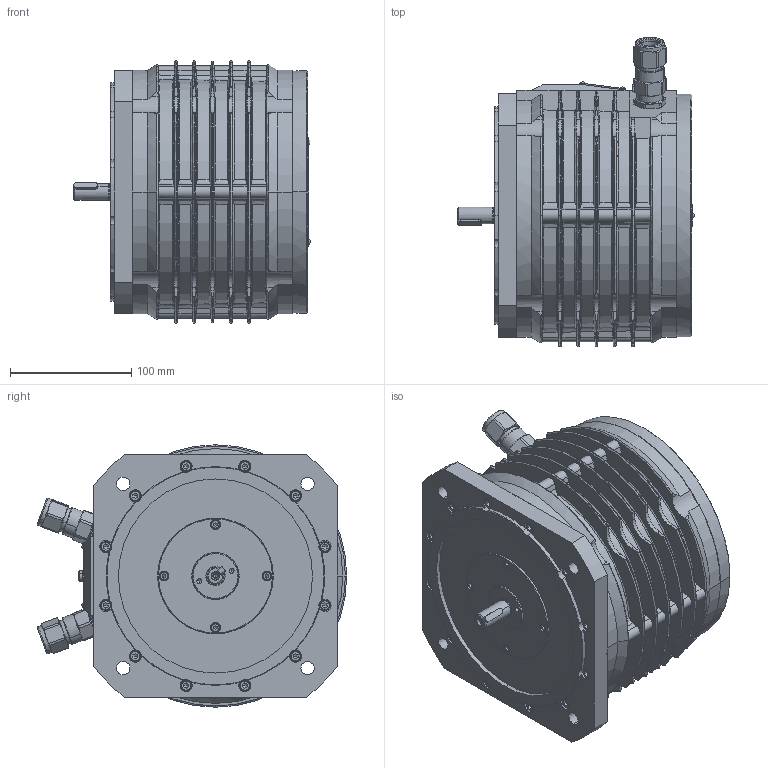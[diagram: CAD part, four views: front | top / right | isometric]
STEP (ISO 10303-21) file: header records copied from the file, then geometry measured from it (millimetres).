
FILE_DESCRIPTION((''),'2;1');
FILE_NAME('MA-6 Ex d IIC T3 B5+ Resolver 2T8.stp','2014-06-18T10:01:52',('arodrigo'),(''),'Autodesk Inventor 9','Autodesk Inventor 9','');
FILE_SCHEMA(('AUTOMOTIVE_DESIGN { 1 0 10303 214 1 1 1 1 }'));
Length unit declared in the file: millimetre
Products named in the file (1): Pieza1
Bounding box: 195.18 x 255.05 x 216.39 mm (x, y, z)
Volume: 5384121 mm3; surface area: 457990 mm2
Topology: 68 solids, 68 shells, 1823 faces, 4760 edges, 3072 vertices
Faces by surface type: plane 611, bspline 430, cylinder 376, cone 246, torus 154, sphere 6
Entity records: 65875 total; most frequent: CARTESIAN_POINT 24175, ORIENTED_EDGE 9276, DIRECTION 8153, EDGE_CURVE 4638, AXIS2_PLACEMENT_3D 3274, VERTEX_POINT 3072, EDGE_LOOP 2052, CIRCLE 1872
